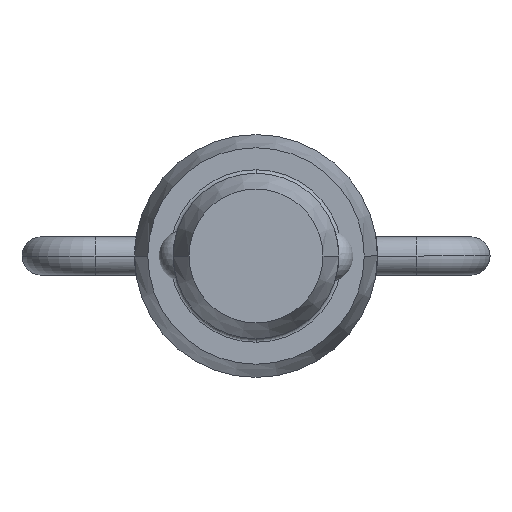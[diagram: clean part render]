
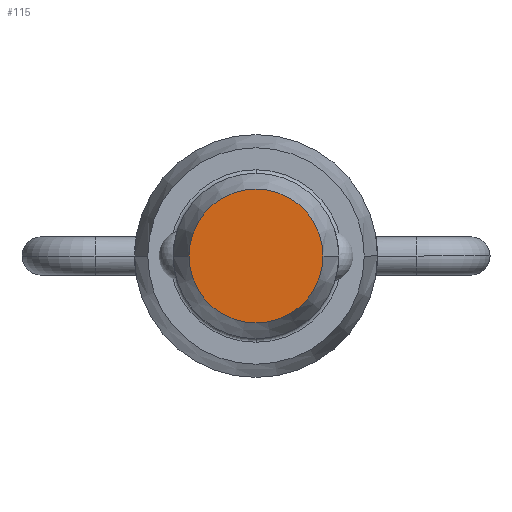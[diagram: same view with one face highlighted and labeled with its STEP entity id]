
A CAD part, front view. The second image highlights one B-rep face of the part: STEP entity #115.
In plain terms, the highlighted planar face has unit normal (0, -1, 0).
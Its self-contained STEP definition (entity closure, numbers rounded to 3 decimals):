
#115=ADVANCED_FACE('',(#242),#243,.T.);
#242=FACE_OUTER_BOUND('',#375,.T.);
#243=PLANE('',#376);
#375=EDGE_LOOP('',(#652,#653));
#376=AXIS2_PLACEMENT_3D('',#654,#655,#656);
#652=ORIENTED_EDGE('',*,*,#848,.T.);
#653=ORIENTED_EDGE('',*,*,#807,.T.);
#654=CARTESIAN_POINT('',(-2.381,-118.491,0.0));
#655=DIRECTION('',(0.,-1.0,0.0));
#656=DIRECTION('',(1.0,0.,0.0));
#807=EDGE_CURVE('',#965,#962,#966,.T.);
#848=EDGE_CURVE('',#962,#965,#1031,.T.);
#962=VERTEX_POINT('',#1209);
#965=VERTEX_POINT('',#1213);
#966=CIRCLE('',#1214,3.853);
#1031=CIRCLE('',#1352,3.853);
#1209=CARTESIAN_POINT('',(-3.853,-118.491,0.0));
#1213=CARTESIAN_POINT('',(3.853,-118.491,0.));
#1214=AXIS2_PLACEMENT_3D('',#1560,#1561,#1562);
#1352=AXIS2_PLACEMENT_3D('',#1637,#1638,#1639);
#1560=CARTESIAN_POINT('',(0.0,-118.491,0.0));
#1561=DIRECTION('',(0.,-1.0,0.0));
#1562=DIRECTION('',(-1.0,0.,0.0));
#1637=CARTESIAN_POINT('',(0.0,-118.491,0.0));
#1638=DIRECTION('',(0.,-1.0,0.0));
#1639=DIRECTION('',(-1.0,0.,0.0));
